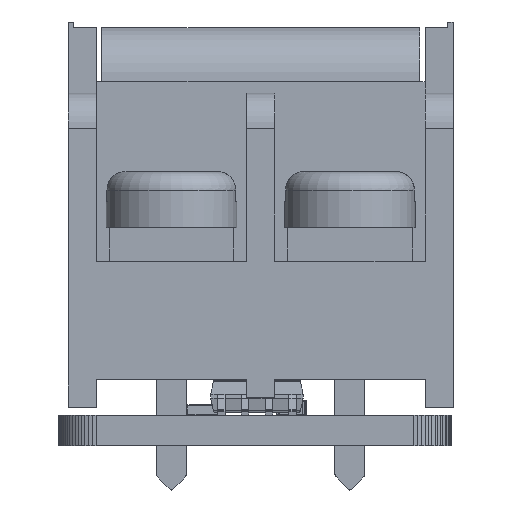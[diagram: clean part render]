
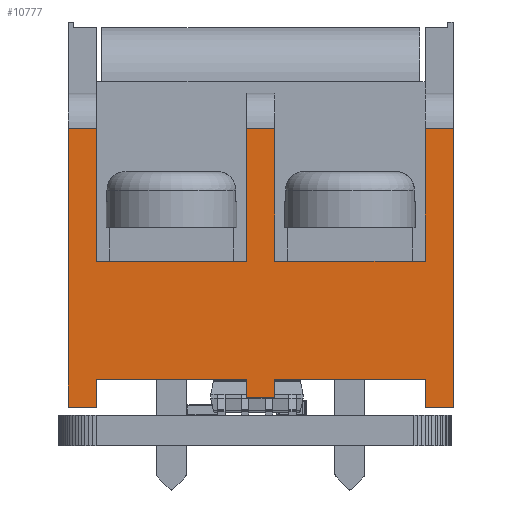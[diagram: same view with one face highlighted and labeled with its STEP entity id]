
A CAD part, left-side view. The second image highlights one B-rep face of the part: STEP entity #10777.
In plain terms, the highlighted face is planar.
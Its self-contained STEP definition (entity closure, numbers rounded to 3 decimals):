
#10264 = VERTEX_POINT('',#10265);
#10265 = CARTESIAN_POINT('',(8.8,-8.8,8.1));
#10271 = EDGE_CURVE('',#10272,#10264,#10274,.T.);
#10272 = VERTEX_POINT('',#10273);
#10273 = CARTESIAN_POINT('',(8.8,-10.3,8.1));
#10274 = LINE('',#10275,#10276);
#10275 = CARTESIAN_POINT('',(8.8,-10.3,8.1));
#10276 = VECTOR('',#10277,1.);
#10277 = DIRECTION('',(0.,1.,0.));
#10390 = VERTEX_POINT('',#10391);
#10391 = CARTESIAN_POINT('',(-8.8,-8.8,8.1));
#10397 = EDGE_CURVE('',#10390,#10398,#10400,.T.);
#10398 = VERTEX_POINT('',#10399);
#10399 = CARTESIAN_POINT('',(-0.75,-8.8,8.1));
#10400 = LINE('',#10401,#10402);
#10401 = CARTESIAN_POINT('',(-8.8,-8.8,8.1));
#10402 = VECTOR('',#10403,1.);
#10403 = DIRECTION('',(1.,0.,0.));
#10428 = VERTEX_POINT('',#10429);
#10429 = CARTESIAN_POINT('',(0.75,-8.8,8.1));
#10435 = EDGE_CURVE('',#10428,#10264,#10436,.T.);
#10436 = LINE('',#10437,#10438);
#10437 = CARTESIAN_POINT('',(0.75,-8.8,8.1));
#10438 = VECTOR('',#10439,1.);
#10439 = DIRECTION('',(1.,0.,0.));
#10624 = VERTEX_POINT('',#10625);
#10625 = CARTESIAN_POINT('',(-8.8,-10.3,8.1));
#10631 = EDGE_CURVE('',#10624,#10390,#10632,.T.);
#10632 = LINE('',#10633,#10634);
#10633 = CARTESIAN_POINT('',(-8.8,-10.3,8.1));
#10634 = VECTOR('',#10635,1.);
#10635 = DIRECTION('',(0.,1.,0.));
#10743 = EDGE_CURVE('',#10744,#10398,#10746,.T.);
#10744 = VERTEX_POINT('',#10745);
#10745 = CARTESIAN_POINT('',(-0.75,-9.8,8.1));
#10746 = LINE('',#10747,#10748);
#10747 = CARTESIAN_POINT('',(-0.75,-9.8,8.1));
#10748 = VECTOR('',#10749,1.);
#10749 = DIRECTION('',(0.,1.,0.));
#10777 = ADVANCED_FACE('',(#10778),#10901,.T.);
#10778 = FACE_BOUND('',#10779,.F.);
#10779 = EDGE_LOOP('',(#10780,#10790,#10798,#10806,#10814,#10822,#10830,
    #10838,#10846,#10854,#10862,#10868,#10869,#10870,#10878,#10884,
    #10885,#10886,#10887,#10895));
#10780 = ORIENTED_EDGE('',*,*,#10781,.F.);
#10781 = EDGE_CURVE('',#10782,#10784,#10786,.T.);
#10782 = VERTEX_POINT('',#10783);
#10783 = CARTESIAN_POINT('',(-8.8,4.6,8.1));
#10784 = VERTEX_POINT('',#10785);
#10785 = CARTESIAN_POINT('',(-10.3,4.6,8.1));
#10786 = LINE('',#10787,#10788);
#10787 = CARTESIAN_POINT('',(-8.8,4.6,8.1));
#10788 = VECTOR('',#10789,1.);
#10789 = DIRECTION('',(-1.,0.,0.));
#10790 = ORIENTED_EDGE('',*,*,#10791,.F.);
#10791 = EDGE_CURVE('',#10792,#10782,#10794,.T.);
#10792 = VERTEX_POINT('',#10793);
#10793 = CARTESIAN_POINT('',(-8.8,-2.5,8.1));
#10794 = LINE('',#10795,#10796);
#10795 = CARTESIAN_POINT('',(-8.8,-2.5,8.1));
#10796 = VECTOR('',#10797,1.);
#10797 = DIRECTION('',(0.,1.,0.));
#10798 = ORIENTED_EDGE('',*,*,#10799,.T.);
#10799 = EDGE_CURVE('',#10792,#10800,#10802,.T.);
#10800 = VERTEX_POINT('',#10801);
#10801 = CARTESIAN_POINT('',(-0.75,-2.5,8.1));
#10802 = LINE('',#10803,#10804);
#10803 = CARTESIAN_POINT('',(-8.8,-2.5,8.1));
#10804 = VECTOR('',#10805,1.);
#10805 = DIRECTION('',(1.,0.,0.));
#10806 = ORIENTED_EDGE('',*,*,#10807,.F.);
#10807 = EDGE_CURVE('',#10808,#10800,#10810,.T.);
#10808 = VERTEX_POINT('',#10809);
#10809 = CARTESIAN_POINT('',(-0.75,4.6,8.1));
#10810 = LINE('',#10811,#10812);
#10811 = CARTESIAN_POINT('',(-0.75,4.6,8.1));
#10812 = VECTOR('',#10813,1.);
#10813 = DIRECTION('',(0.,-1.,0.));
#10814 = ORIENTED_EDGE('',*,*,#10815,.F.);
#10815 = EDGE_CURVE('',#10816,#10808,#10818,.T.);
#10816 = VERTEX_POINT('',#10817);
#10817 = CARTESIAN_POINT('',(0.75,4.6,8.1));
#10818 = LINE('',#10819,#10820);
#10819 = CARTESIAN_POINT('',(0.75,4.6,8.1));
#10820 = VECTOR('',#10821,1.);
#10821 = DIRECTION('',(-1.,0.,0.));
#10822 = ORIENTED_EDGE('',*,*,#10823,.F.);
#10823 = EDGE_CURVE('',#10824,#10816,#10826,.T.);
#10824 = VERTEX_POINT('',#10825);
#10825 = CARTESIAN_POINT('',(0.75,-2.5,8.1));
#10826 = LINE('',#10827,#10828);
#10827 = CARTESIAN_POINT('',(0.75,-2.5,8.1));
#10828 = VECTOR('',#10829,1.);
#10829 = DIRECTION('',(0.,1.,0.));
#10830 = ORIENTED_EDGE('',*,*,#10831,.T.);
#10831 = EDGE_CURVE('',#10824,#10832,#10834,.T.);
#10832 = VERTEX_POINT('',#10833);
#10833 = CARTESIAN_POINT('',(8.8,-2.5,8.1));
#10834 = LINE('',#10835,#10836);
#10835 = CARTESIAN_POINT('',(0.75,-2.5,8.1));
#10836 = VECTOR('',#10837,1.);
#10837 = DIRECTION('',(1.,0.,0.));
#10838 = ORIENTED_EDGE('',*,*,#10839,.F.);
#10839 = EDGE_CURVE('',#10840,#10832,#10842,.T.);
#10840 = VERTEX_POINT('',#10841);
#10841 = CARTESIAN_POINT('',(8.8,4.6,8.1));
#10842 = LINE('',#10843,#10844);
#10843 = CARTESIAN_POINT('',(8.8,4.6,8.1));
#10844 = VECTOR('',#10845,1.);
#10845 = DIRECTION('',(0.,-1.,0.));
#10846 = ORIENTED_EDGE('',*,*,#10847,.F.);
#10847 = EDGE_CURVE('',#10848,#10840,#10850,.T.);
#10848 = VERTEX_POINT('',#10849);
#10849 = CARTESIAN_POINT('',(10.3,4.6,8.1));
#10850 = LINE('',#10851,#10852);
#10851 = CARTESIAN_POINT('',(10.3,4.6,8.1));
#10852 = VECTOR('',#10853,1.);
#10853 = DIRECTION('',(-1.,0.,0.));
#10854 = ORIENTED_EDGE('',*,*,#10855,.F.);
#10855 = EDGE_CURVE('',#10856,#10848,#10858,.T.);
#10856 = VERTEX_POINT('',#10857);
#10857 = CARTESIAN_POINT('',(10.3,-10.3,8.1));
#10858 = LINE('',#10859,#10860);
#10859 = CARTESIAN_POINT('',(10.3,-10.3,8.1));
#10860 = VECTOR('',#10861,1.);
#10861 = DIRECTION('',(0.,1.,0.));
#10862 = ORIENTED_EDGE('',*,*,#10863,.F.);
#10863 = EDGE_CURVE('',#10272,#10856,#10864,.T.);
#10864 = LINE('',#10865,#10866);
#10865 = CARTESIAN_POINT('',(8.8,-10.3,8.1));
#10866 = VECTOR('',#10867,1.);
#10867 = DIRECTION('',(1.,0.,0.));
#10868 = ORIENTED_EDGE('',*,*,#10271,.T.);
#10869 = ORIENTED_EDGE('',*,*,#10435,.F.);
#10870 = ORIENTED_EDGE('',*,*,#10871,.F.);
#10871 = EDGE_CURVE('',#10872,#10428,#10874,.T.);
#10872 = VERTEX_POINT('',#10873);
#10873 = CARTESIAN_POINT('',(0.75,-9.8,8.1));
#10874 = LINE('',#10875,#10876);
#10875 = CARTESIAN_POINT('',(0.75,-9.8,8.1));
#10876 = VECTOR('',#10877,1.);
#10877 = DIRECTION('',(0.,1.,0.));
#10878 = ORIENTED_EDGE('',*,*,#10879,.F.);
#10879 = EDGE_CURVE('',#10744,#10872,#10880,.T.);
#10880 = LINE('',#10881,#10882);
#10881 = CARTESIAN_POINT('',(-0.75,-9.8,8.1));
#10882 = VECTOR('',#10883,1.);
#10883 = DIRECTION('',(1.,0.,0.));
#10884 = ORIENTED_EDGE('',*,*,#10743,.T.);
#10885 = ORIENTED_EDGE('',*,*,#10397,.F.);
#10886 = ORIENTED_EDGE('',*,*,#10631,.F.);
#10887 = ORIENTED_EDGE('',*,*,#10888,.F.);
#10888 = EDGE_CURVE('',#10889,#10624,#10891,.T.);
#10889 = VERTEX_POINT('',#10890);
#10890 = CARTESIAN_POINT('',(-10.3,-10.3,8.1));
#10891 = LINE('',#10892,#10893);
#10892 = CARTESIAN_POINT('',(-10.3,-10.3,8.1));
#10893 = VECTOR('',#10894,1.);
#10894 = DIRECTION('',(1.,0.,0.));
#10895 = ORIENTED_EDGE('',*,*,#10896,.F.);
#10896 = EDGE_CURVE('',#10784,#10889,#10897,.T.);
#10897 = LINE('',#10898,#10899);
#10898 = CARTESIAN_POINT('',(-10.3,4.6,8.1));
#10899 = VECTOR('',#10900,1.);
#10900 = DIRECTION('',(0.,-1.,0.));
#10901 = PLANE('',#10902);
#10902 = AXIS2_PLACEMENT_3D('',#10903,#10904,#10905);
#10903 = CARTESIAN_POINT('',(0.,0.,8.1));
#10904 = DIRECTION('',(0.,0.,1.));
#10905 = DIRECTION('',(1.,0.,0.));
